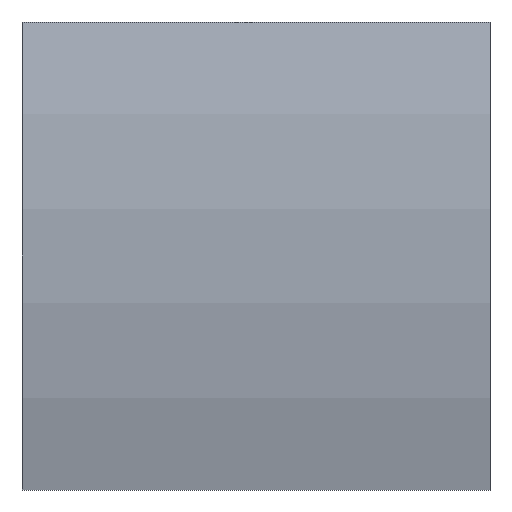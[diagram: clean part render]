
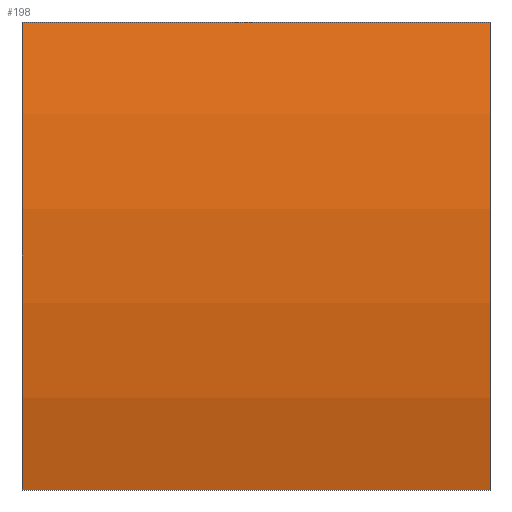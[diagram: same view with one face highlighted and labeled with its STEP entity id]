
A CAD part, left-side view. The second image highlights one B-rep face of the part: STEP entity #198.
In plain terms, the highlighted cylindrical face has radius 18.32 mm (diameter 36.64 mm), a partial arc.
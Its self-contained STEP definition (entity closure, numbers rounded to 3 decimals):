
#12 = VECTOR ( 'NONE', #157, 1000. ) ;
#25 = DIRECTION ( 'NONE',  ( 0., 0., 1. ) ) ;
#28 = DIRECTION ( 'NONE',  ( 0., -1., 0. ) ) ;
#43 = FACE_OUTER_BOUND ( 'NONE', #183, .T. ) ;
#47 = EDGE_CURVE ( 'NONE', #191, #142, #148, .T. ) ;
#48 = CARTESIAN_POINT ( 'NONE',  ( 4.355, 10., 0. ) ) ;
#49 = VECTOR ( 'NONE', #28, 1000. ) ;
#69 = EDGE_CURVE ( 'NONE', #164, #132, #95, .T. ) ;
#71 = AXIS2_PLACEMENT_3D ( 'NONE', #48, #79, #83 ) ;
#73 = EDGE_CURVE ( 'NONE', #191, #164, #108, .T. ) ;
#74 = CARTESIAN_POINT ( 'NONE',  ( -13.269, 10., 5. ) ) ;
#76 = CARTESIAN_POINT ( 'NONE',  ( -13.269, 10., 5. ) ) ;
#79 = DIRECTION ( 'NONE',  ( 0., 1., 0. ) ) ;
#83 = DIRECTION ( 'NONE',  ( 0., 0., 1. ) ) ;
#86 = CYLINDRICAL_SURFACE ( 'NONE', #102, 18.32 ) ;
#95 = CIRCLE ( 'NONE', #160, 18.32 ) ;
#97 = CARTESIAN_POINT ( 'NONE',  ( -13.269, 0., 5. ) ) ;
#100 = DIRECTION ( 'NONE',  ( 0., -1., 0. ) ) ;
#102 = AXIS2_PLACEMENT_3D ( 'NONE', #112, #100, #151 ) ;
#107 = CARTESIAN_POINT ( 'NONE',  ( -13.269, 10., -5. ) ) ;
#108 = LINE ( 'NONE', #137, #12 ) ;
#112 = CARTESIAN_POINT ( 'NONE',  ( 4.355, 10., 0. ) ) ;
#121 = CARTESIAN_POINT ( 'NONE',  ( -13.269, 0., -5. ) ) ;
#125 = ORIENTED_EDGE ( 'NONE', *, *, #73, .T. ) ;
#132 = VERTEX_POINT ( 'NONE', #97 ) ;
#137 = CARTESIAN_POINT ( 'NONE',  ( -13.269, 10., -5. ) ) ;
#142 = VERTEX_POINT ( 'NONE', #74 ) ;
#148 = CIRCLE ( 'NONE', #71, 18.32 ) ;
#150 = CARTESIAN_POINT ( 'NONE',  ( 4.355, 0., 0. ) ) ;
#151 = DIRECTION ( 'NONE',  ( 0., 0., -1. ) ) ;
#157 = DIRECTION ( 'NONE',  ( 0., -1., 0. ) ) ;
#160 = AXIS2_PLACEMENT_3D ( 'NONE', #150, #185, #25 ) ;
#164 = VERTEX_POINT ( 'NONE', #121 ) ;
#172 = ORIENTED_EDGE ( 'NONE', *, *, #202, .F. ) ;
#176 = ORIENTED_EDGE ( 'NONE', *, *, #47, .F. ) ;
#183 = EDGE_LOOP ( 'NONE', ( #203, #172, #176, #125 ) ) ;
#185 = DIRECTION ( 'NONE',  ( 0., 1., 0. ) ) ;
#191 = VERTEX_POINT ( 'NONE', #107 ) ;
#198 = ADVANCED_FACE ( 'NONE', ( #43 ), #86, .T. ) ;
#200 = LINE ( 'NONE', #76, #49 ) ;
#202 = EDGE_CURVE ( 'NONE', #142, #132, #200, .T. ) ;
#203 = ORIENTED_EDGE ( 'NONE', *, *, #69, .T. ) ;
